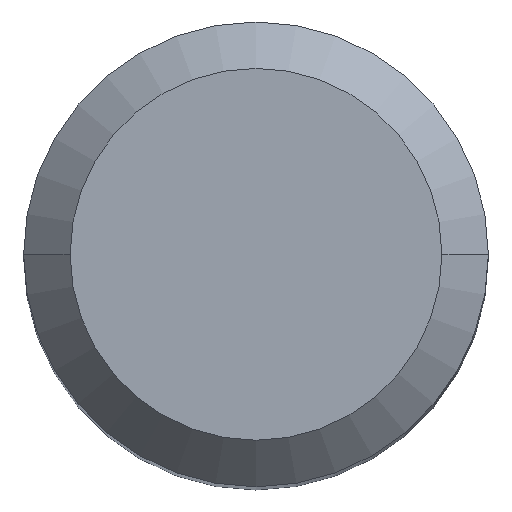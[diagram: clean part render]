
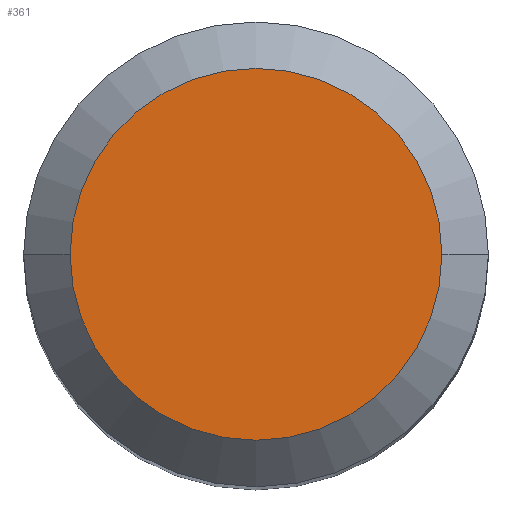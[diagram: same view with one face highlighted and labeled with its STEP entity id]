
A CAD part, top view. The second image highlights one B-rep face of the part: STEP entity #361.
In plain terms, the highlighted planar face has unit normal (0, 0, 1).
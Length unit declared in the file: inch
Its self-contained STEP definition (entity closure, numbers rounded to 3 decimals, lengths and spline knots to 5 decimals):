
#46 = CARTESIAN_POINT ( 'NONE',  ( -0.15748, 0., 0. ) ) ;
#65 = ORIENTED_EDGE ( 'NONE', *, *, #83, .T. ) ;
#83 = EDGE_CURVE ( 'NONE', #162, #160, #379, .T. ) ;
#118 = DIRECTION ( 'NONE',  ( 0., 0., 1. ) ) ;
#137 = DIRECTION ( 'NONE',  ( 0., 0., -1. ) ) ;
#160 = VERTEX_POINT ( 'NONE', #387 ) ;
#162 = VERTEX_POINT ( 'NONE', #46 ) ;
#168 = EDGE_LOOP ( 'NONE', ( #65, #285 ) ) ;
#177 = FACE_OUTER_BOUND ( 'NONE', #168, .T. ) ;
#209 = AXIS2_PLACEMENT_3D ( 'NONE', #452, #118, #460 ) ;
#253 = DIRECTION ( 'NONE',  ( -1., 0., 0. ) ) ;
#267 = AXIS2_PLACEMENT_3D ( 'NONE', #277, #416, #378 ) ;
#277 = CARTESIAN_POINT ( 'NONE',  ( 0., 0., 0. ) ) ;
#285 = ORIENTED_EDGE ( 'NONE', *, *, #453, .T. ) ;
#324 = AXIS2_PLACEMENT_3D ( 'NONE', #476, #137, #253 ) ;
#325 = PLANE ( 'NONE',  #324 ) ;
#361 = ADVANCED_FACE ( 'NONE', ( #177 ), #325, .F. ) ;
#378 = DIRECTION ( 'NONE',  ( 1., 0., 0. ) ) ;
#379 = CIRCLE ( 'NONE', #267, 0.15748 ) ;
#387 = CARTESIAN_POINT ( 'NONE',  ( 0.15748, 0., 0. ) ) ;
#412 = CIRCLE ( 'NONE', #209, 0.15748 ) ;
#416 = DIRECTION ( 'NONE',  ( 0., 0., 1. ) ) ;
#452 = CARTESIAN_POINT ( 'NONE',  ( 0., 0., 0. ) ) ;
#453 = EDGE_CURVE ( 'NONE', #160, #162, #412, .T. ) ;
#460 = DIRECTION ( 'NONE',  ( 1., 0., 0. ) ) ;
#476 = CARTESIAN_POINT ( 'NONE',  ( 0., 0., 0. ) ) ;
